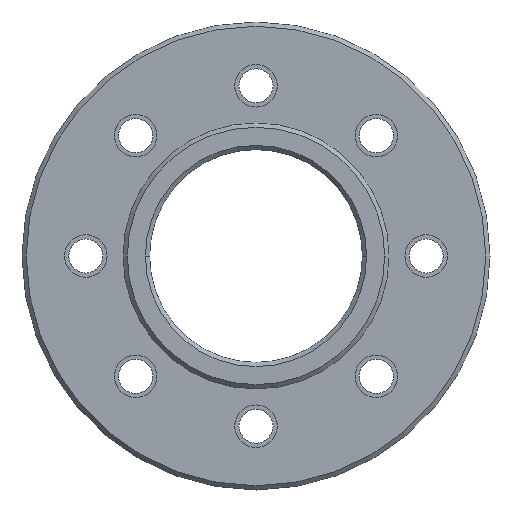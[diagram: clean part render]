
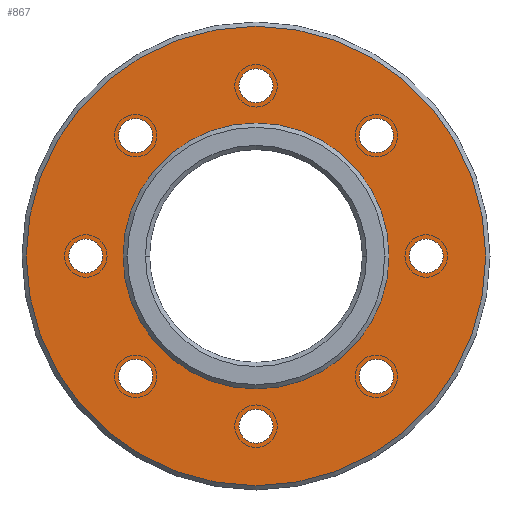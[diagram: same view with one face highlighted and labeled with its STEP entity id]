
A CAD part, front view. The second image highlights one B-rep face of the part: STEP entity #867.
In plain terms, the highlighted planar face has unit normal (0, -1, 0).
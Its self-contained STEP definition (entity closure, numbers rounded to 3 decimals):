
#28=CARTESIAN_POINT('',(0.,-2.,0.));
#29=DIRECTION('',(0.,1.,0.));
#30=DIRECTION('',(1.,0.,0.));
#31=AXIS2_PLACEMENT_3D('',#28,#29,#30);
#33=CARTESIAN_POINT('',(0.,-2.,0.));
#34=DIRECTION('',(0.,-1.,0.));
#35=DIRECTION('',(1.,0.,0.));
#36=AXIS2_PLACEMENT_3D('',#33,#34,#35);
#38=CARTESIAN_POINT('',(0.,-2.,-8.));
#39=DIRECTION('',(0.,1.,0.));
#40=DIRECTION('',(1.,0.,0.));
#41=AXIS2_PLACEMENT_3D('',#38,#39,#40);
#43=CARTESIAN_POINT('',(0.,-2.,-8.));
#44=DIRECTION('',(0.,1.,0.));
#45=DIRECTION('',(-1.,0.,0.));
#46=AXIS2_PLACEMENT_3D('',#43,#44,#45);
#48=CARTESIAN_POINT('',(5.657,-2.,-5.657));
#49=DIRECTION('',(0.,1.,0.));
#50=DIRECTION('',(1.,0.,0.));
#51=AXIS2_PLACEMENT_3D('',#48,#49,#50);
#53=CARTESIAN_POINT('',(5.657,-2.,-5.657));
#54=DIRECTION('',(0.,1.,0.));
#55=DIRECTION('',(-1.,0.,0.));
#56=AXIS2_PLACEMENT_3D('',#53,#54,#55);
#58=CARTESIAN_POINT('',(8.,-2.,0.));
#59=DIRECTION('',(0.,1.,0.));
#60=DIRECTION('',(1.,0.,0.));
#61=AXIS2_PLACEMENT_3D('',#58,#59,#60);
#63=CARTESIAN_POINT('',(8.,-2.,0.));
#64=DIRECTION('',(0.,1.,0.));
#65=DIRECTION('',(-1.,0.,0.));
#66=AXIS2_PLACEMENT_3D('',#63,#64,#65);
#68=CARTESIAN_POINT('',(5.657,-2.,5.657));
#69=DIRECTION('',(0.,1.,0.));
#70=DIRECTION('',(1.,0.,0.));
#71=AXIS2_PLACEMENT_3D('',#68,#69,#70);
#73=CARTESIAN_POINT('',(5.657,-2.,5.657));
#74=DIRECTION('',(0.,1.,0.));
#75=DIRECTION('',(-1.,0.,0.));
#76=AXIS2_PLACEMENT_3D('',#73,#74,#75);
#78=CARTESIAN_POINT('',(0.,-2.,8.));
#79=DIRECTION('',(0.,1.,0.));
#80=DIRECTION('',(1.,0.,0.));
#81=AXIS2_PLACEMENT_3D('',#78,#79,#80);
#83=CARTESIAN_POINT('',(0.,-2.,8.));
#84=DIRECTION('',(0.,1.,0.));
#85=DIRECTION('',(-1.,0.,0.));
#86=AXIS2_PLACEMENT_3D('',#83,#84,#85);
#88=CARTESIAN_POINT('',(-5.657,-2.,5.657));
#89=DIRECTION('',(0.,1.,0.));
#90=DIRECTION('',(1.,0.,0.));
#91=AXIS2_PLACEMENT_3D('',#88,#89,#90);
#93=CARTESIAN_POINT('',(-5.657,-2.,5.657));
#94=DIRECTION('',(0.,1.,0.));
#95=DIRECTION('',(-1.,0.,0.));
#96=AXIS2_PLACEMENT_3D('',#93,#94,#95);
#98=CARTESIAN_POINT('',(-8.,-2.,0.));
#99=DIRECTION('',(0.,1.,0.));
#100=DIRECTION('',(1.,0.,0.));
#101=AXIS2_PLACEMENT_3D('',#98,#99,#100);
#103=CARTESIAN_POINT('',(-8.,-2.,0.));
#104=DIRECTION('',(0.,1.,0.));
#105=DIRECTION('',(-1.,0.,0.));
#106=AXIS2_PLACEMENT_3D('',#103,#104,#105);
#108=CARTESIAN_POINT('',(-5.657,-2.,-5.657));
#109=DIRECTION('',(0.,1.,0.));
#110=DIRECTION('',(1.,0.,0.));
#111=AXIS2_PLACEMENT_3D('',#108,#109,#110);
#113=CARTESIAN_POINT('',(-5.657,-2.,-5.657));
#114=DIRECTION('',(0.,1.,0.));
#115=DIRECTION('',(-1.,0.,0.));
#116=AXIS2_PLACEMENT_3D('',#113,#114,#115);
#127=CARTESIAN_POINT('',(0.,-2.,0.));
#128=DIRECTION('',(0.,-1.,0.));
#129=DIRECTION('',(1.,0.,0.));
#130=AXIS2_PLACEMENT_3D('',#127,#128,#129);
#575=CARTESIAN_POINT('',(0.,-2.,0.));
#576=DIRECTION('',(0.,1.,0.));
#577=DIRECTION('',(1.,0.,0.));
#578=AXIS2_PLACEMENT_3D('',#575,#576,#577);
#590=CARTESIAN_POINT('',(6.25,-2.,0.));
#591=CARTESIAN_POINT('',(-6.25,-2.,0.));
#592=VERTEX_POINT('',#590);
#593=VERTEX_POINT('',#591);
#610=CARTESIAN_POINT('',(10.8,-2.,0.));
#611=CARTESIAN_POINT('',(-10.8,-2.,0.));
#612=VERTEX_POINT('',#610);
#613=VERTEX_POINT('',#611);
#650=CARTESIAN_POINT('',(0.8,-2.,-8.));
#651=CARTESIAN_POINT('',(-0.8,-2.,-8.));
#652=VERTEX_POINT('',#650);
#653=VERTEX_POINT('',#651);
#662=CARTESIAN_POINT('',(6.457,-2.,-5.657));
#663=CARTESIAN_POINT('',(4.857,-2.,-5.657));
#664=VERTEX_POINT('',#662);
#665=VERTEX_POINT('',#663);
#674=CARTESIAN_POINT('',(8.8,-2.,0.));
#675=CARTESIAN_POINT('',(7.2,-2.,0.));
#676=VERTEX_POINT('',#674);
#677=VERTEX_POINT('',#675);
#686=CARTESIAN_POINT('',(6.457,-2.,5.657));
#687=CARTESIAN_POINT('',(4.857,-2.,5.657));
#688=VERTEX_POINT('',#686);
#689=VERTEX_POINT('',#687);
#698=CARTESIAN_POINT('',(0.8,-2.,8.));
#699=CARTESIAN_POINT('',(-0.8,-2.,8.));
#700=VERTEX_POINT('',#698);
#701=VERTEX_POINT('',#699);
#710=CARTESIAN_POINT('',(-4.857,-2.,5.657));
#711=CARTESIAN_POINT('',(-6.457,-2.,5.657));
#712=VERTEX_POINT('',#710);
#713=VERTEX_POINT('',#711);
#722=CARTESIAN_POINT('',(-7.2,-2.,0.));
#723=CARTESIAN_POINT('',(-8.8,-2.,0.));
#724=VERTEX_POINT('',#722);
#725=VERTEX_POINT('',#723);
#734=CARTESIAN_POINT('',(-4.857,-2.,-5.657));
#735=CARTESIAN_POINT('',(-6.457,-2.,-5.657));
#736=VERTEX_POINT('',#734);
#737=VERTEX_POINT('',#735);
#804=CARTESIAN_POINT('',(0.,-2.,0.));
#805=DIRECTION('',(0.,-1.,0.));
#806=DIRECTION('',(-1.,0.,0.));
#807=AXIS2_PLACEMENT_3D('',#804,#805,#806);
#808=PLANE('',#807);
#810=ORIENTED_EDGE('',*,*,#809,.F.);
#812=ORIENTED_EDGE('',*,*,#811,.T.);
#813=EDGE_LOOP('',(#810,#812));
#814=FACE_OUTER_BOUND('',#813,.F.);
#815=ORIENTED_EDGE('',*,*,#796,.F.);
#816=ORIENTED_EDGE('',*,*,#785,.T.);
#817=EDGE_LOOP('',(#815,#816));
#818=FACE_BOUND('',#817,.F.);
#820=ORIENTED_EDGE('',*,*,#819,.F.);
#822=ORIENTED_EDGE('',*,*,#821,.F.);
#823=EDGE_LOOP('',(#820,#822));
#824=FACE_BOUND('',#823,.F.);
#826=ORIENTED_EDGE('',*,*,#825,.F.);
#828=ORIENTED_EDGE('',*,*,#827,.F.);
#829=EDGE_LOOP('',(#826,#828));
#830=FACE_BOUND('',#829,.F.);
#832=ORIENTED_EDGE('',*,*,#831,.F.);
#834=ORIENTED_EDGE('',*,*,#833,.F.);
#835=EDGE_LOOP('',(#832,#834));
#836=FACE_BOUND('',#835,.F.);
#838=ORIENTED_EDGE('',*,*,#837,.F.);
#840=ORIENTED_EDGE('',*,*,#839,.F.);
#841=EDGE_LOOP('',(#838,#840));
#842=FACE_BOUND('',#841,.F.);
#844=ORIENTED_EDGE('',*,*,#843,.F.);
#846=ORIENTED_EDGE('',*,*,#845,.F.);
#847=EDGE_LOOP('',(#844,#846));
#848=FACE_BOUND('',#847,.F.);
#850=ORIENTED_EDGE('',*,*,#849,.F.);
#852=ORIENTED_EDGE('',*,*,#851,.F.);
#853=EDGE_LOOP('',(#850,#852));
#854=FACE_BOUND('',#853,.F.);
#856=ORIENTED_EDGE('',*,*,#855,.F.);
#858=ORIENTED_EDGE('',*,*,#857,.F.);
#859=EDGE_LOOP('',(#856,#858));
#860=FACE_BOUND('',#859,.F.);
#862=ORIENTED_EDGE('',*,*,#861,.F.);
#864=ORIENTED_EDGE('',*,*,#863,.F.);
#865=EDGE_LOOP('',(#862,#864));
#866=FACE_BOUND('',#865,.F.);
#867=ADVANCED_FACE('',(#814,#818,#824,#830,#836,#842,#848,#854,#860,#866),#808,
.T.);
#32=CIRCLE('',#31,6.25);
#37=CIRCLE('',#36,6.25);
#42=CIRCLE('',#41,0.8);
#47=CIRCLE('',#46,0.8);
#52=CIRCLE('',#51,0.8);
#57=CIRCLE('',#56,0.8);
#62=CIRCLE('',#61,0.8);
#67=CIRCLE('',#66,0.8);
#72=CIRCLE('',#71,0.8);
#77=CIRCLE('',#76,0.8);
#82=CIRCLE('',#81,0.8);
#87=CIRCLE('',#86,0.8);
#92=CIRCLE('',#91,0.8);
#97=CIRCLE('',#96,0.8);
#102=CIRCLE('',#101,0.8);
#107=CIRCLE('',#106,0.8);
#112=CIRCLE('',#111,0.8);
#117=CIRCLE('',#116,0.8);
#131=CIRCLE('',#130,10.8);
#579=CIRCLE('',#578,10.8);
#785=EDGE_CURVE('',#592,#593,#37,.T.);
#796=EDGE_CURVE('',#592,#593,#32,.T.);
#809=EDGE_CURVE('',#612,#613,#131,.T.);
#811=EDGE_CURVE('',#612,#613,#579,.T.);
#819=EDGE_CURVE('',#652,#653,#42,.T.);
#821=EDGE_CURVE('',#653,#652,#47,.T.);
#825=EDGE_CURVE('',#664,#665,#52,.T.);
#827=EDGE_CURVE('',#665,#664,#57,.T.);
#831=EDGE_CURVE('',#676,#677,#62,.T.);
#833=EDGE_CURVE('',#677,#676,#67,.T.);
#837=EDGE_CURVE('',#688,#689,#72,.T.);
#839=EDGE_CURVE('',#689,#688,#77,.T.);
#843=EDGE_CURVE('',#700,#701,#82,.T.);
#845=EDGE_CURVE('',#701,#700,#87,.T.);
#849=EDGE_CURVE('',#712,#713,#92,.T.);
#851=EDGE_CURVE('',#713,#712,#97,.T.);
#855=EDGE_CURVE('',#724,#725,#102,.T.);
#857=EDGE_CURVE('',#725,#724,#107,.T.);
#861=EDGE_CURVE('',#736,#737,#112,.T.);
#863=EDGE_CURVE('',#737,#736,#117,.T.);
